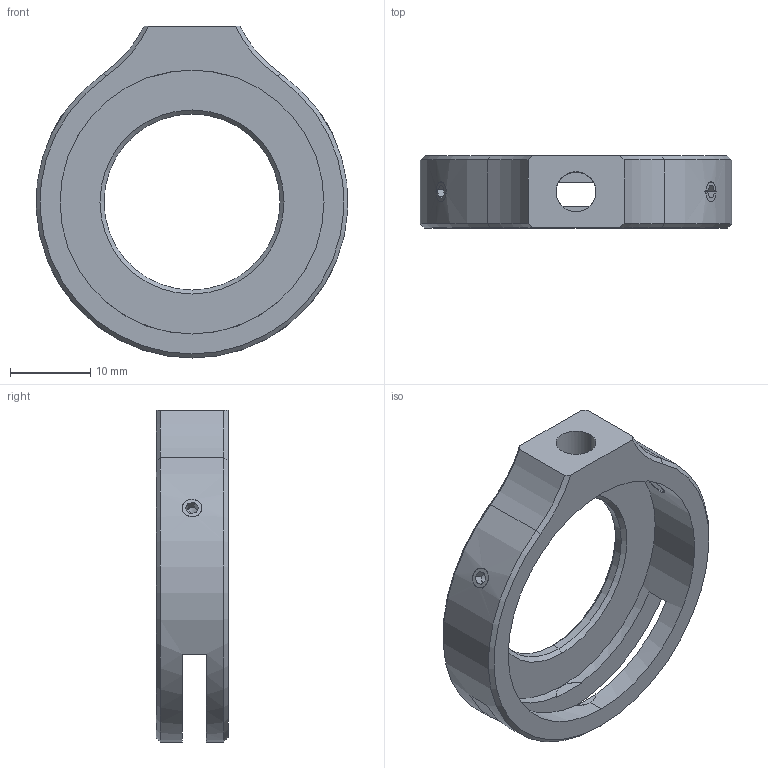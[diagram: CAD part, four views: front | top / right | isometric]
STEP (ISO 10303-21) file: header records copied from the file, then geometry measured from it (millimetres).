
FILE_DESCRIPTION (( 'STEP AP203' ), '1' );
FILE_NAME ('APID22-AGD.STEP', '2022-07-19T09:27:06', ( '' ), ( '' ), 'SwSTEP 2.0', 'SolidWorks 2021', '' );
FILE_SCHEMA (( 'CONFIG_CONTROL_DESIGN' ));
Length unit declared in the file: millimetre
Products named in the file (1): APID22-AGD
Bounding box: 38.96 x 9 x 41.5 mm (x, y, z)
Surface area: 3757.8 mm2 (no closed solid volume)
Topology: 0 solids, 5 shells, 106 faces, 512 edges, 401 vertices
Faces by surface type: plane 68, cone 23, cylinder 15
Entity records: 5344 total; most frequent: CARTESIAN_POINT 1278, DIRECTION 773, ORIENTED_EDGE 732, EDGE_CURVE 508, LINE 417, VECTOR 417, VERTEX_POINT 401, AXIS2_PLACEMENT_3D 178
